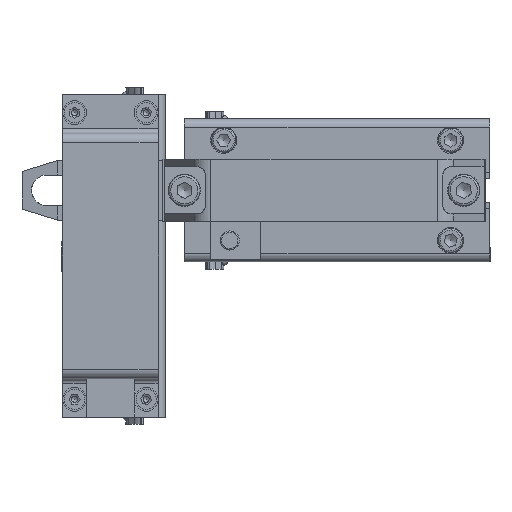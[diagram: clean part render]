
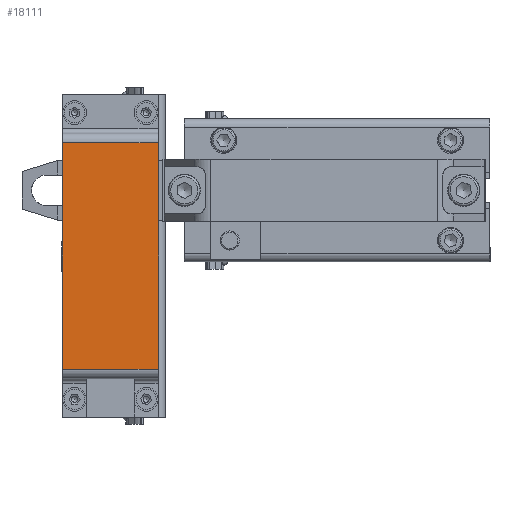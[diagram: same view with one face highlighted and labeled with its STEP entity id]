
A CAD part, front view. The second image highlights one B-rep face of the part: STEP entity #18111.
In plain terms, the highlighted planar face has unit normal (0, -1, 0).
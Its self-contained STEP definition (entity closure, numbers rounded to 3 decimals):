
#3348=CARTESIAN_POINT('',(-43.,-57.,-47.5));
#3349=VERTEX_POINT('',#3348);
#3357=CARTESIAN_POINT('',(-43.,-57.,47.5));
#3358=VERTEX_POINT('',#3357);
#3359=CARTESIAN_POINT('',(-43.,-57.,47.5));
#3360=DIRECTION('',(0.0,0.0,-1.0));
#3361=VECTOR('',#3360,95.);
#3362=LINE('',#3359,#3361);
#3363=EDGE_CURVE('',#3358,#3349,#3362,.T.);
#4284=CARTESIAN_POINT('',(-3.,-57.,47.5));
#4285=VERTEX_POINT('',#4284);
#4293=CARTESIAN_POINT('',(-3.,-57.,-47.5));
#4294=VERTEX_POINT('',#4293);
#4295=CARTESIAN_POINT('',(-3.,-57.,-47.5));
#4296=DIRECTION('',(0.0,0.0,1.0));
#4297=VECTOR('',#4296,95.);
#4298=LINE('',#4295,#4297);
#4299=EDGE_CURVE('',#4294,#4285,#4298,.T.);
#18090=CARTESIAN_POINT('',(-23.,-57.,0.));
#18091=DIRECTION('',(0.0,1.0,0.0));
#18092=DIRECTION('',(0.0,0.0,1.0));
#18093=AXIS2_PLACEMENT_3D('',#18090,#18091,#18092);
#18094=PLANE('',#18093);
#18095=CARTESIAN_POINT('',(-3.,-57.,47.5));
#18096=DIRECTION('',(-1.0,0.0,0.0));
#18097=VECTOR('',#18096,40.0);
#18098=LINE('',#18095,#18097);
#18099=EDGE_CURVE('',#4285,#3358,#18098,.T.);
#18100=ORIENTED_EDGE('',*,*,#18099,.T.);
#18101=ORIENTED_EDGE('',*,*,#3363,.T.);
#18102=CARTESIAN_POINT('',(-43.,-57.,-47.5));
#18103=DIRECTION('',(1.0,0.0,0.0));
#18104=VECTOR('',#18103,40.0);
#18105=LINE('',#18102,#18104);
#18106=EDGE_CURVE('',#3349,#4294,#18105,.T.);
#18107=ORIENTED_EDGE('',*,*,#18106,.T.);
#18108=ORIENTED_EDGE('',*,*,#4299,.T.);
#18109=EDGE_LOOP('',(#18100,#18101,#18107,#18108));
#18110=FACE_OUTER_BOUND('',#18109,.T.);
#18111=ADVANCED_FACE('',(#18110),#18094,.F.);
